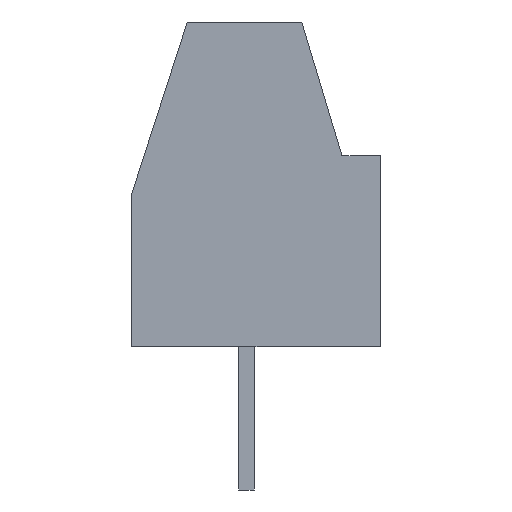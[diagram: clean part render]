
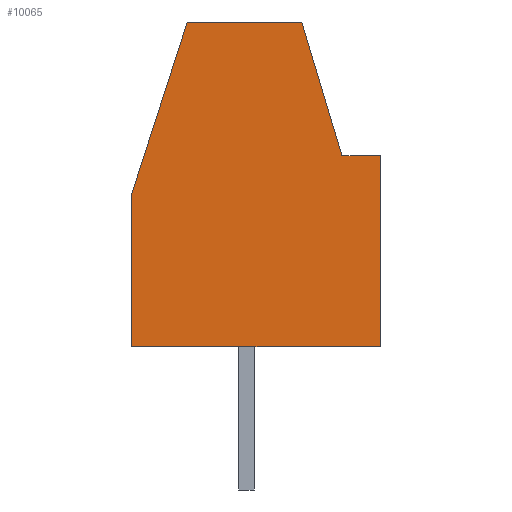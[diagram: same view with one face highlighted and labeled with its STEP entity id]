
A CAD part, left-side view. The second image highlights one B-rep face of the part: STEP entity #10065.
In plain terms, the highlighted planar face has unit normal (-1, 0, 0).
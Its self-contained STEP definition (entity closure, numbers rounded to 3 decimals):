
#8734 = VERTEX_POINT('',#8735);
#8735 = CARTESIAN_POINT('',(0.,-3.5,0.)
  );
#8744 = PLANE('',#8745);
#8745 = AXIS2_PLACEMENT_3D('',#8746,#8747,#8748);
#8746 = CARTESIAN_POINT('',(0.,-3.5,0.));
#8747 = DIRECTION('',(0.,-1.,0.));
#8748 = DIRECTION('',(0.,0.,1.));
#8756 = PLANE('',#8757);
#8757 = AXIS2_PLACEMENT_3D('',#8758,#8759,#8760);
#8758 = CARTESIAN_POINT('',(0.,-3.5,0.));
#8759 = DIRECTION('',(0.,0.,1.));
#8760 = DIRECTION('',(0.,1.,0.));
#8797 = VERTEX_POINT('',#8798);
#8798 = CARTESIAN_POINT('',(0.,-3.5,5.));
#8812 = PLANE('',#8813);
#8813 = AXIS2_PLACEMENT_3D('',#8814,#8815,#8816);
#8814 = CARTESIAN_POINT('',(0.,-3.5,5.));
#8815 = DIRECTION('',(0.,0.,1.));
#8816 = DIRECTION('',(0.,1.,0.));
#8824 = EDGE_CURVE('',#8734,#8797,#8825,.T.);
#8825 = SURFACE_CURVE('',#8826,(#8830,#8837),.PCURVE_S1.);
#8826 = LINE('',#8827,#8828);
#8827 = CARTESIAN_POINT('',(0.,-3.5,0.));
#8828 = VECTOR('',#8829,1.);
#8829 = DIRECTION('',(0.,0.,1.));
#8830 = PCURVE('',#8744,#8831);
#8831 = DEFINITIONAL_REPRESENTATION('',(#8832),#8836);
#8832 = LINE('',#8833,#8834);
#8833 = CARTESIAN_POINT('',(0.,0.));
#8834 = VECTOR('',#8835,1.);
#8835 = DIRECTION('',(1.,0.));
#8836 = ( GEOMETRIC_REPRESENTATION_CONTEXT(2) 
PARAMETRIC_REPRESENTATION_CONTEXT() REPRESENTATION_CONTEXT('2D SPACE',''
  ) );
#8837 = PCURVE('',#8838,#8843);
#8838 = PLANE('',#8839);
#8839 = AXIS2_PLACEMENT_3D('',#8840,#8841,#8842);
#8840 = CARTESIAN_POINT('',(0.,-0.231,
    3.774));
#8841 = DIRECTION('',(1.,0.,0.));
#8842 = DIRECTION('',(0.,0.,1.));
#8843 = DEFINITIONAL_REPRESENTATION('',(#8844),#8848);
#8844 = LINE('',#8845,#8846);
#8845 = CARTESIAN_POINT('',(-3.774,3.269));
#8846 = VECTOR('',#8847,1.);
#8847 = DIRECTION('',(1.,0.));
#8848 = ( GEOMETRIC_REPRESENTATION_CONTEXT(2) 
PARAMETRIC_REPRESENTATION_CONTEXT() REPRESENTATION_CONTEXT('2D SPACE',''
  ) );
#10018 = VERTEX_POINT('',#10019);
#10019 = CARTESIAN_POINT('',(0.,3.,0.)
  );
#10033 = PLANE('',#10034);
#10034 = AXIS2_PLACEMENT_3D('',#10035,#10036,#10037);
#10035 = CARTESIAN_POINT('',(0.,3.,0.)
  );
#10036 = DIRECTION('',(0.,-1.,0.));
#10037 = DIRECTION('',(0.,0.,1.));
#10045 = EDGE_CURVE('',#8734,#10018,#10046,.T.);
#10046 = SURFACE_CURVE('',#10047,(#10051,#10058),.PCURVE_S1.);
#10047 = LINE('',#10048,#10049);
#10048 = CARTESIAN_POINT('',(0.,-3.5,0.)
  );
#10049 = VECTOR('',#10050,1.);
#10050 = DIRECTION('',(0.,1.,0.));
#10051 = PCURVE('',#8756,#10052);
#10052 = DEFINITIONAL_REPRESENTATION('',(#10053),#10057);
#10053 = LINE('',#10054,#10055);
#10054 = CARTESIAN_POINT('',(0.,0.));
#10055 = VECTOR('',#10056,1.);
#10056 = DIRECTION('',(1.,0.));
#10057 = ( GEOMETRIC_REPRESENTATION_CONTEXT(2) 
PARAMETRIC_REPRESENTATION_CONTEXT() REPRESENTATION_CONTEXT('2D SPACE',''
  ) );
#10058 = PCURVE('',#8838,#10059);
#10059 = DEFINITIONAL_REPRESENTATION('',(#10060),#10064);
#10060 = LINE('',#10061,#10062);
#10061 = CARTESIAN_POINT('',(-3.774,3.269));
#10062 = VECTOR('',#10063,1.);
#10063 = DIRECTION('',(0.,-1.));
#10064 = ( GEOMETRIC_REPRESENTATION_CONTEXT(2) 
PARAMETRIC_REPRESENTATION_CONTEXT() REPRESENTATION_CONTEXT('2D SPACE',''
  ) );
#10065 = ADVANCED_FACE('',(#10066),#8838,.F.);
#10066 = FACE_BOUND('',#10067,.F.);
#10067 = EDGE_LOOP('',(#10068,#10069,#10070,#10093,#10121,#10149,#10177)
  );
#10068 = ORIENTED_EDGE('',*,*,#8824,.F.);
#10069 = ORIENTED_EDGE('',*,*,#10045,.T.);
#10070 = ORIENTED_EDGE('',*,*,#10071,.T.);
#10071 = EDGE_CURVE('',#10018,#10072,#10074,.T.);
#10072 = VERTEX_POINT('',#10073);
#10073 = CARTESIAN_POINT('',(0.,3.,4.));
#10074 = SURFACE_CURVE('',#10075,(#10079,#10086),.PCURVE_S1.);
#10075 = LINE('',#10076,#10077);
#10076 = CARTESIAN_POINT('',(0.,3.,0.));
#10077 = VECTOR('',#10078,1.);
#10078 = DIRECTION('',(0.,0.,1.));
#10079 = PCURVE('',#8838,#10080);
#10080 = DEFINITIONAL_REPRESENTATION('',(#10081),#10085);
#10081 = LINE('',#10082,#10083);
#10082 = CARTESIAN_POINT('',(-3.774,-3.231));
#10083 = VECTOR('',#10084,1.);
#10084 = DIRECTION('',(1.,0.));
#10085 = ( GEOMETRIC_REPRESENTATION_CONTEXT(2) 
PARAMETRIC_REPRESENTATION_CONTEXT() REPRESENTATION_CONTEXT('2D SPACE',''
  ) );
#10086 = PCURVE('',#10033,#10087);
#10087 = DEFINITIONAL_REPRESENTATION('',(#10088),#10092);
#10088 = LINE('',#10089,#10090);
#10089 = CARTESIAN_POINT('',(0.,0.));
#10090 = VECTOR('',#10091,1.);
#10091 = DIRECTION('',(1.,0.));
#10092 = ( GEOMETRIC_REPRESENTATION_CONTEXT(2) 
PARAMETRIC_REPRESENTATION_CONTEXT() REPRESENTATION_CONTEXT('2D SPACE',''
  ) );
#10093 = ORIENTED_EDGE('',*,*,#10094,.F.);
#10094 = EDGE_CURVE('',#10095,#10072,#10097,.T.);
#10095 = VERTEX_POINT('',#10096);
#10096 = CARTESIAN_POINT('',(0.,1.551,8.5));
#10097 = SURFACE_CURVE('',#10098,(#10102,#10109),.PCURVE_S1.);
#10098 = LINE('',#10099,#10100);
#10099 = CARTESIAN_POINT('',(0.,1.551,8.5));
#10100 = VECTOR('',#10101,1.);
#10101 = DIRECTION('',(0.,0.307,-0.952
    ));
#10102 = PCURVE('',#8838,#10103);
#10103 = DEFINITIONAL_REPRESENTATION('',(#10104),#10108);
#10104 = LINE('',#10105,#10106);
#10105 = CARTESIAN_POINT('',(4.726,-1.781));
#10106 = VECTOR('',#10107,1.);
#10107 = DIRECTION('',(-0.952,-0.307));
#10108 = ( GEOMETRIC_REPRESENTATION_CONTEXT(2) 
PARAMETRIC_REPRESENTATION_CONTEXT() REPRESENTATION_CONTEXT('2D SPACE',''
  ) );
#10109 = PCURVE('',#10110,#10115);
#10110 = PLANE('',#10111);
#10111 = AXIS2_PLACEMENT_3D('',#10112,#10113,#10114);
#10112 = CARTESIAN_POINT('',(0.,1.551,8.5));
#10113 = DIRECTION('',(0.,0.952,0.307
    ));
#10114 = DIRECTION('',(0.,0.307,-0.952)
  );
#10115 = DEFINITIONAL_REPRESENTATION('',(#10116),#10120);
#10116 = LINE('',#10117,#10118);
#10117 = CARTESIAN_POINT('',(0.,0.));
#10118 = VECTOR('',#10119,1.);
#10119 = DIRECTION('',(1.,0.));
#10120 = ( GEOMETRIC_REPRESENTATION_CONTEXT(2) 
PARAMETRIC_REPRESENTATION_CONTEXT() REPRESENTATION_CONTEXT('2D SPACE',''
  ) );
#10121 = ORIENTED_EDGE('',*,*,#10122,.F.);
#10122 = EDGE_CURVE('',#10123,#10095,#10125,.T.);
#10123 = VERTEX_POINT('',#10124);
#10124 = CARTESIAN_POINT('',(0.,-1.449,8.5));
#10125 = SURFACE_CURVE('',#10126,(#10130,#10137),.PCURVE_S1.);
#10126 = LINE('',#10127,#10128);
#10127 = CARTESIAN_POINT('',(0.,-1.449,8.5));
#10128 = VECTOR('',#10129,1.);
#10129 = DIRECTION('',(0.,1.,0.));
#10130 = PCURVE('',#8838,#10131);
#10131 = DEFINITIONAL_REPRESENTATION('',(#10132),#10136);
#10132 = LINE('',#10133,#10134);
#10133 = CARTESIAN_POINT('',(4.726,1.219));
#10134 = VECTOR('',#10135,1.);
#10135 = DIRECTION('',(0.,-1.));
#10136 = ( GEOMETRIC_REPRESENTATION_CONTEXT(2) 
PARAMETRIC_REPRESENTATION_CONTEXT() REPRESENTATION_CONTEXT('2D SPACE',''
  ) );
#10137 = PCURVE('',#10138,#10143);
#10138 = PLANE('',#10139);
#10139 = AXIS2_PLACEMENT_3D('',#10140,#10141,#10142);
#10140 = CARTESIAN_POINT('',(0.,-1.449,8.5));
#10141 = DIRECTION('',(0.,0.,1.));
#10142 = DIRECTION('',(0.,1.,0.));
#10143 = DEFINITIONAL_REPRESENTATION('',(#10144),#10148);
#10144 = LINE('',#10145,#10146);
#10145 = CARTESIAN_POINT('',(0.,0.));
#10146 = VECTOR('',#10147,1.);
#10147 = DIRECTION('',(1.,0.));
#10148 = ( GEOMETRIC_REPRESENTATION_CONTEXT(2) 
PARAMETRIC_REPRESENTATION_CONTEXT() REPRESENTATION_CONTEXT('2D SPACE',''
  ) );
#10149 = ORIENTED_EDGE('',*,*,#10150,.F.);
#10150 = EDGE_CURVE('',#10151,#10123,#10153,.T.);
#10151 = VERTEX_POINT('',#10152);
#10152 = CARTESIAN_POINT('',(0.,-2.5,5.));
#10153 = SURFACE_CURVE('',#10154,(#10158,#10165),.PCURVE_S1.);
#10154 = LINE('',#10155,#10156);
#10155 = CARTESIAN_POINT('',(0.,-2.5,5.));
#10156 = VECTOR('',#10157,1.);
#10157 = DIRECTION('',(0.,0.288,0.958)
  );
#10158 = PCURVE('',#8838,#10159);
#10159 = DEFINITIONAL_REPRESENTATION('',(#10160),#10164);
#10160 = LINE('',#10161,#10162);
#10161 = CARTESIAN_POINT('',(1.226,2.269));
#10162 = VECTOR('',#10163,1.);
#10163 = DIRECTION('',(0.958,-0.288));
#10164 = ( GEOMETRIC_REPRESENTATION_CONTEXT(2) 
PARAMETRIC_REPRESENTATION_CONTEXT() REPRESENTATION_CONTEXT('2D SPACE',''
  ) );
#10165 = PCURVE('',#10166,#10171);
#10166 = PLANE('',#10167);
#10167 = AXIS2_PLACEMENT_3D('',#10168,#10169,#10170);
#10168 = CARTESIAN_POINT('',(0.,-2.5,5.));
#10169 = DIRECTION('',(0.,-0.958,0.288
    ));
#10170 = DIRECTION('',(0.,0.288,0.958)
  );
#10171 = DEFINITIONAL_REPRESENTATION('',(#10172),#10176);
#10172 = LINE('',#10173,#10174);
#10173 = CARTESIAN_POINT('',(0.,0.));
#10174 = VECTOR('',#10175,1.);
#10175 = DIRECTION('',(1.,0.));
#10176 = ( GEOMETRIC_REPRESENTATION_CONTEXT(2) 
PARAMETRIC_REPRESENTATION_CONTEXT() REPRESENTATION_CONTEXT('2D SPACE',''
  ) );
#10177 = ORIENTED_EDGE('',*,*,#10178,.F.);
#10178 = EDGE_CURVE('',#8797,#10151,#10179,.T.);
#10179 = SURFACE_CURVE('',#10180,(#10184,#10191),.PCURVE_S1.);
#10180 = LINE('',#10181,#10182);
#10181 = CARTESIAN_POINT('',(0.,-3.5,5.));
#10182 = VECTOR('',#10183,1.);
#10183 = DIRECTION('',(0.,1.,0.));
#10184 = PCURVE('',#8838,#10185);
#10185 = DEFINITIONAL_REPRESENTATION('',(#10186),#10190);
#10186 = LINE('',#10187,#10188);
#10187 = CARTESIAN_POINT('',(1.226,3.269));
#10188 = VECTOR('',#10189,1.);
#10189 = DIRECTION('',(0.,-1.));
#10190 = ( GEOMETRIC_REPRESENTATION_CONTEXT(2) 
PARAMETRIC_REPRESENTATION_CONTEXT() REPRESENTATION_CONTEXT('2D SPACE',''
  ) );
#10191 = PCURVE('',#8812,#10192);
#10192 = DEFINITIONAL_REPRESENTATION('',(#10193),#10197);
#10193 = LINE('',#10194,#10195);
#10194 = CARTESIAN_POINT('',(0.,0.));
#10195 = VECTOR('',#10196,1.);
#10196 = DIRECTION('',(1.,0.));
#10197 = ( GEOMETRIC_REPRESENTATION_CONTEXT(2) 
PARAMETRIC_REPRESENTATION_CONTEXT() REPRESENTATION_CONTEXT('2D SPACE',''
  ) );
